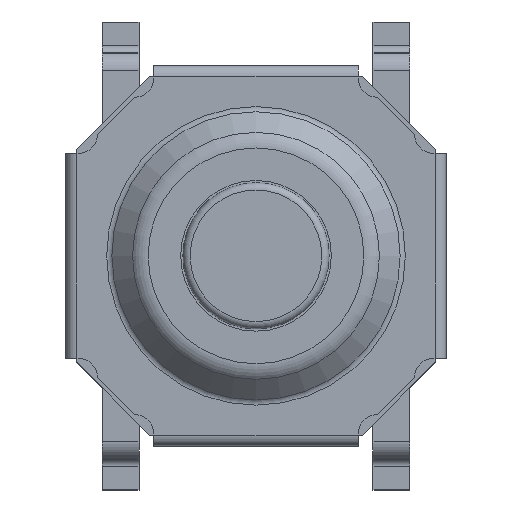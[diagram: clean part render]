
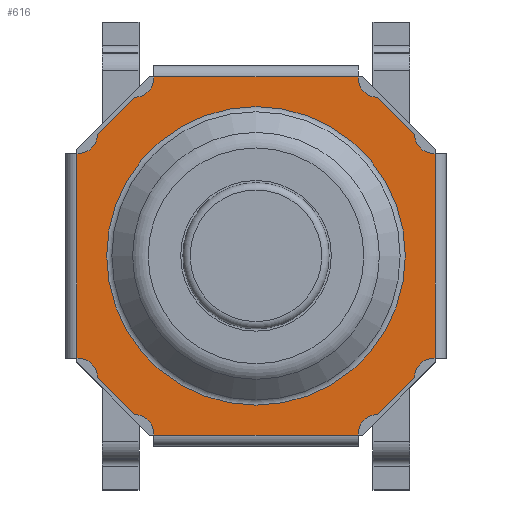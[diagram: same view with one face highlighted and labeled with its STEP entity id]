
A CAD part, top view. The second image highlights one B-rep face of the part: STEP entity #616.
In plain terms, the highlighted planar face has unit normal (0, 0, 1).
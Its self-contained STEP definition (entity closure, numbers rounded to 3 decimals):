
#616=ADVANCED_FACE('',(#2417,#2419),#2421,.T.);
#2417=FACE_BOUND('',#2418,.T.);
#2418=EDGE_LOOP('',(#3866,#3867,#3868,#3869,#3870,#3871,#3872,#3873,#3874,#3875,
#3876,#3877,#3878,#3879,#3880,#3881,#3882,#3883,#3884,#3885,#3886,#3887,#3888,#3889));
#2419=FACE_BOUND('',#2420,.T.);
#2420=EDGE_LOOP('',(#3890));
#2421=PLANE('',#2422);
#2422=AXIS2_PLACEMENT_3D('',#2423,#2424,#2425);
#2423=CARTESIAN_POINT('',(0.,0.,0.85));
#2424=DIRECTION('',(0.,0.,1.));
#2425=DIRECTION('',(1.,0.,0.));
#3866=ORIENTED_EDGE('',*,*,#4791,.T.);
#3867=ORIENTED_EDGE('',*,*,#4774,.T.);
#3868=ORIENTED_EDGE('',*,*,#4771,.T.);
#3869=ORIENTED_EDGE('',*,*,#4769,.T.);
#3870=ORIENTED_EDGE('',*,*,#4767,.T.);
#3871=ORIENTED_EDGE('',*,*,#4765,.T.);
#3872=ORIENTED_EDGE('',*,*,#4792,.T.);
#3873=ORIENTED_EDGE('',*,*,#4760,.T.);
#3874=ORIENTED_EDGE('',*,*,#4757,.T.);
#3875=ORIENTED_EDGE('',*,*,#4755,.T.);
#3876=ORIENTED_EDGE('',*,*,#4753,.T.);
#3877=ORIENTED_EDGE('',*,*,#4751,.T.);
#3878=ORIENTED_EDGE('',*,*,#4793,.T.);
#3879=ORIENTED_EDGE('',*,*,#4746,.T.);
#3880=ORIENTED_EDGE('',*,*,#4743,.T.);
#3881=ORIENTED_EDGE('',*,*,#4741,.T.);
#3882=ORIENTED_EDGE('',*,*,#4739,.T.);
#3883=ORIENTED_EDGE('',*,*,#4737,.T.);
#3884=ORIENTED_EDGE('',*,*,#4794,.T.);
#3885=ORIENTED_EDGE('',*,*,#4732,.T.);
#3886=ORIENTED_EDGE('',*,*,#4729,.T.);
#3887=ORIENTED_EDGE('',*,*,#4727,.T.);
#3888=ORIENTED_EDGE('',*,*,#4725,.T.);
#3889=ORIENTED_EDGE('',*,*,#4723,.T.);
#3890=ORIENTED_EDGE('',*,*,#4795,.F.);
#4723=EDGE_CURVE('',#5319,#5317,#5320,.T.);
#4725=EDGE_CURVE('',#5322,#5319,#5323,.T.);
#4727=EDGE_CURVE('',#5325,#5322,#5326,.T.);
#4729=EDGE_CURVE('',#5328,#5325,#5329,.T.);
#4732=EDGE_CURVE('',#5331,#5328,#5333,.T.);
#4737=EDGE_CURVE('',#5341,#5339,#5342,.T.);
#4739=EDGE_CURVE('',#5344,#5341,#5345,.T.);
#4741=EDGE_CURVE('',#5347,#5344,#5348,.T.);
#4743=EDGE_CURVE('',#5350,#5347,#5351,.T.);
#4746=EDGE_CURVE('',#5353,#5350,#5355,.T.);
#4751=EDGE_CURVE('',#5363,#5361,#5364,.T.);
#4753=EDGE_CURVE('',#5366,#5363,#5367,.T.);
#4755=EDGE_CURVE('',#5369,#5366,#5370,.T.);
#4757=EDGE_CURVE('',#5372,#5369,#5373,.T.);
#4760=EDGE_CURVE('',#5375,#5372,#5377,.T.);
#4765=EDGE_CURVE('',#5385,#5383,#5386,.T.);
#4767=EDGE_CURVE('',#5388,#5385,#5389,.T.);
#4769=EDGE_CURVE('',#5391,#5388,#5392,.T.);
#4771=EDGE_CURVE('',#5394,#5391,#5395,.T.);
#4774=EDGE_CURVE('',#5397,#5394,#5399,.T.);
#4791=EDGE_CURVE('',#5317,#5397,#5429,.T.);
#4792=EDGE_CURVE('',#5383,#5375,#5430,.T.);
#4793=EDGE_CURVE('',#5361,#5353,#5431,.T.);
#4794=EDGE_CURVE('',#5339,#5331,#5432,.T.);
#4795=EDGE_CURVE('',#5433,#5433,#5434,.T.);
#5317=VERTEX_POINT('',#6409);
#5319=VERTEX_POINT('',#6413);
#5320=LINE('',#6414,#6415);
#5322=VERTEX_POINT('',#6420);
#5323=CIRCLE('',#6421,0.26);
#5325=VERTEX_POINT('',#6428);
#5326=LINE('',#6429,#6430);
#5328=VERTEX_POINT('',#6435);
#5329=CIRCLE('',#6436,0.26);
#5331=VERTEX_POINT('',#6443);
#5333=LINE('',#6447,#6448);
#5339=VERTEX_POINT('',#6463);
#5341=VERTEX_POINT('',#6467);
#5342=LINE('',#6468,#6469);
#5344=VERTEX_POINT('',#6474);
#5345=CIRCLE('',#6475,0.26);
#5347=VERTEX_POINT('',#6482);
#5348=LINE('',#6483,#6484);
#5350=VERTEX_POINT('',#6489);
#5351=CIRCLE('',#6490,0.26);
#5353=VERTEX_POINT('',#6497);
#5355=LINE('',#6501,#6502);
#5361=VERTEX_POINT('',#6517);
#5363=VERTEX_POINT('',#6521);
#5364=LINE('',#6522,#6523);
#5366=VERTEX_POINT('',#6528);
#5367=CIRCLE('',#6529,0.26);
#5369=VERTEX_POINT('',#6536);
#5370=LINE('',#6537,#6538);
#5372=VERTEX_POINT('',#6543);
#5373=CIRCLE('',#6544,0.26);
#5375=VERTEX_POINT('',#6551);
#5377=LINE('',#6555,#6556);
#5383=VERTEX_POINT('',#6571);
#5385=VERTEX_POINT('',#6575);
#5386=LINE('',#6576,#6577);
#5388=VERTEX_POINT('',#6582);
#5389=CIRCLE('',#6583,0.26);
#5391=VERTEX_POINT('',#6590);
#5392=LINE('',#6591,#6592);
#5394=VERTEX_POINT('',#6597);
#5395=CIRCLE('',#6598,0.26);
#5397=VERTEX_POINT('',#6605);
#5399=LINE('',#6609,#6610);
#5429=LINE('',#6680,#6681);
#5430=LINE('',#6683,#6684);
#5431=LINE('',#6686,#6687);
#5432=LINE('',#6689,#6690);
#5433=VERTEX_POINT('',#6692);
#5434=CIRCLE('',#6693,2.041);
#6409=CARTESIAN_POINT('',(2.45,-1.4,0.85));
#6413=CARTESIAN_POINT('',(2.429,-1.4,0.85));
#6414=CARTESIAN_POINT('',(2.429,-1.4,0.85));
#6415=VECTOR('',#6416,1.);
#6416=DIRECTION('',(1.,0.,0.));
#6420=CARTESIAN_POINT('',(2.169,-1.66,0.85));
#6421=AXIS2_PLACEMENT_3D('',#6422,#6423,#6424);
#6422=CARTESIAN_POINT('',(2.429,-1.66,0.85));
#6423=DIRECTION('',(0.,0.,-1.));
#6424=DIRECTION('',(-1.,0.,0.));
#6428=CARTESIAN_POINT('',(1.66,-2.169,0.85));
#6429=CARTESIAN_POINT('',(1.66,-2.169,0.85));
#6430=VECTOR('',#6431,1.);
#6431=DIRECTION('',(0.707,0.707,0.));
#6435=CARTESIAN_POINT('',(1.4,-2.429,0.85));
#6436=AXIS2_PLACEMENT_3D('',#6437,#6438,#6439);
#6437=CARTESIAN_POINT('',(1.66,-2.429,0.85));
#6438=DIRECTION('',(0.,0.,-1.));
#6439=DIRECTION('',(-1.,0.,0.));
#6443=CARTESIAN_POINT('',(1.4,-2.45,0.85));
#6447=CARTESIAN_POINT('',(1.4,-2.45,0.85));
#6448=VECTOR('',#6449,1.);
#6449=DIRECTION('',(0.,1.,0.));
#6463=CARTESIAN_POINT('',(-1.4,-2.45,0.85));
#6467=CARTESIAN_POINT('',(-1.4,-2.429,0.85));
#6468=CARTESIAN_POINT('',(-1.4,-2.429,0.85));
#6469=VECTOR('',#6470,1.);
#6470=DIRECTION('',(0.,-1.,0.));
#6474=CARTESIAN_POINT('',(-1.66,-2.169,0.85));
#6475=AXIS2_PLACEMENT_3D('',#6476,#6477,#6478);
#6476=CARTESIAN_POINT('',(-1.66,-2.429,0.85));
#6477=DIRECTION('',(0.,0.,-1.));
#6478=DIRECTION('',(0.,1.,0.));
#6482=CARTESIAN_POINT('',(-2.169,-1.66,0.85));
#6483=CARTESIAN_POINT('',(-2.169,-1.66,0.85));
#6484=VECTOR('',#6485,1.);
#6485=DIRECTION('',(0.707,-0.707,0.));
#6489=CARTESIAN_POINT('',(-2.429,-1.4,0.85));
#6490=AXIS2_PLACEMENT_3D('',#6491,#6492,#6493);
#6491=CARTESIAN_POINT('',(-2.429,-1.66,0.85));
#6492=DIRECTION('',(0.,0.,-1.));
#6493=DIRECTION('',(0.,1.,0.));
#6497=CARTESIAN_POINT('',(-2.45,-1.4,0.85));
#6501=CARTESIAN_POINT('',(-2.45,-1.4,0.85));
#6502=VECTOR('',#6503,1.);
#6503=DIRECTION('',(1.,0.,0.));
#6517=CARTESIAN_POINT('',(-2.45,1.4,0.85));
#6521=CARTESIAN_POINT('',(-2.429,1.4,0.85));
#6522=CARTESIAN_POINT('',(-2.429,1.4,0.85));
#6523=VECTOR('',#6524,1.);
#6524=DIRECTION('',(-1.,0.,0.));
#6528=CARTESIAN_POINT('',(-2.169,1.66,0.85));
#6529=AXIS2_PLACEMENT_3D('',#6530,#6531,#6532);
#6530=CARTESIAN_POINT('',(-2.429,1.66,0.85));
#6531=DIRECTION('',(0.,0.,-1.));
#6532=DIRECTION('',(1.,0.,0.));
#6536=CARTESIAN_POINT('',(-1.66,2.169,0.85));
#6537=CARTESIAN_POINT('',(-1.66,2.169,0.85));
#6538=VECTOR('',#6539,1.);
#6539=DIRECTION('',(-0.707,-0.707,0.));
#6543=CARTESIAN_POINT('',(-1.4,2.429,0.85));
#6544=AXIS2_PLACEMENT_3D('',#6545,#6546,#6547);
#6545=CARTESIAN_POINT('',(-1.66,2.429,0.85));
#6546=DIRECTION('',(0.,0.,-1.));
#6547=DIRECTION('',(1.,0.,0.));
#6551=CARTESIAN_POINT('',(-1.4,2.45,0.85));
#6555=CARTESIAN_POINT('',(-1.4,2.45,0.85));
#6556=VECTOR('',#6557,1.);
#6557=DIRECTION('',(0.,-1.,0.));
#6571=CARTESIAN_POINT('',(1.4,2.45,0.85));
#6575=CARTESIAN_POINT('',(1.4,2.429,0.85));
#6576=CARTESIAN_POINT('',(1.4,2.429,0.85));
#6577=VECTOR('',#6578,1.);
#6578=DIRECTION('',(0.,1.,0.));
#6582=CARTESIAN_POINT('',(1.66,2.169,0.85));
#6583=AXIS2_PLACEMENT_3D('',#6584,#6585,#6586);
#6584=CARTESIAN_POINT('',(1.66,2.429,0.85));
#6585=DIRECTION('',(0.,0.,-1.));
#6586=DIRECTION('',(0.,-1.,0.));
#6590=CARTESIAN_POINT('',(2.169,1.66,0.85));
#6591=CARTESIAN_POINT('',(2.169,1.66,0.85));
#6592=VECTOR('',#6593,1.);
#6593=DIRECTION('',(-0.707,0.707,0.));
#6597=CARTESIAN_POINT('',(2.429,1.4,0.85));
#6598=AXIS2_PLACEMENT_3D('',#6599,#6600,#6601);
#6599=CARTESIAN_POINT('',(2.429,1.66,0.85));
#6600=DIRECTION('',(0.,0.,-1.));
#6601=DIRECTION('',(0.,-1.,0.));
#6605=CARTESIAN_POINT('',(2.45,1.4,0.85));
#6609=CARTESIAN_POINT('',(2.45,1.4,0.85));
#6610=VECTOR('',#6611,1.);
#6611=DIRECTION('',(-1.,0.,0.));
#6680=CARTESIAN_POINT('',(2.45,-1.4,0.85));
#6681=VECTOR('',#6682,1.);
#6682=DIRECTION('',(0.,1.,0.));
#6683=CARTESIAN_POINT('',(1.4,2.45,0.85));
#6684=VECTOR('',#6685,1.);
#6685=DIRECTION('',(-1.,0.,0.));
#6686=CARTESIAN_POINT('',(-2.45,1.4,0.85));
#6687=VECTOR('',#6688,1.);
#6688=DIRECTION('',(0.,-1.,0.));
#6689=CARTESIAN_POINT('',(-1.4,-2.45,0.85));
#6690=VECTOR('',#6691,1.);
#6691=DIRECTION('',(1.,0.,0.));
#6692=CARTESIAN_POINT('',(2.041,0.,0.85));
#6693=AXIS2_PLACEMENT_3D('',#6694,#6695,#6696);
#6694=CARTESIAN_POINT('',(0.,0.,0.85));
#6695=DIRECTION('',(0.,0.,1.));
#6696=DIRECTION('',(1.,0.,0.));
